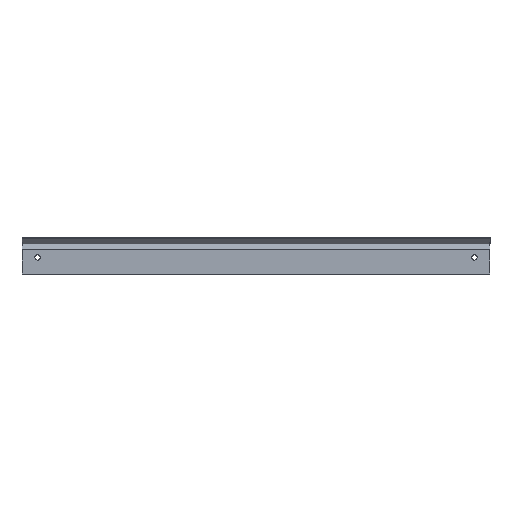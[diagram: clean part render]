
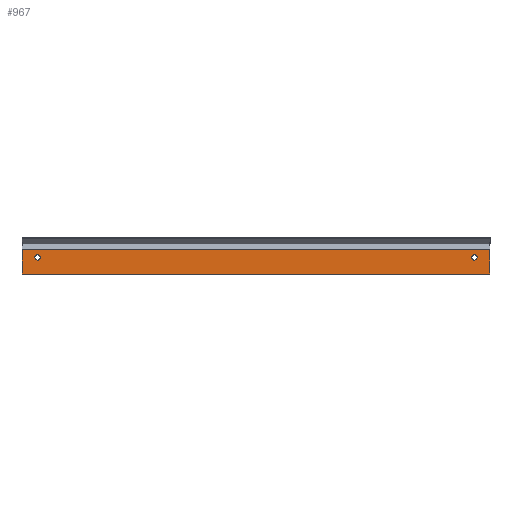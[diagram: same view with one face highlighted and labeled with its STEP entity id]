
A CAD part, left-side view. The second image highlights one B-rep face of the part: STEP entity #967.
In plain terms, the highlighted planar face has unit normal (-1, 0, 0).
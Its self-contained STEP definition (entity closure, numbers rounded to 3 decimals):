
#24=FACE_BOUND('',#99,.T.);
#25=FACE_BOUND('',#100,.T.);
#32=CIRCLE('',#1043,3.5);
#33=CIRCLE('',#1044,3.5);
#46=FACE_OUTER_BOUND('',#98,.T.);
#98=EDGE_LOOP('',(#698,#699,#700,#701,#702,#703,#704,#705));
#99=EDGE_LOOP('',(#706));
#100=EDGE_LOOP('',(#707));
#189=LINE('',#1436,#313);
#195=LINE('',#1448,#319);
#212=LINE('',#1485,#336);
#213=LINE('',#1487,#337);
#214=LINE('',#1488,#338);
#215=LINE('',#1490,#339);
#216=LINE('',#1492,#340);
#217=LINE('',#1493,#341);
#313=VECTOR('',#1161,10.);
#319=VECTOR('',#1169,10.);
#336=VECTOR('',#1196,10.);
#337=VECTOR('',#1197,10.);
#338=VECTOR('',#1198,10.);
#339=VECTOR('',#1199,10.);
#340=VECTOR('',#1200,10.);
#341=VECTOR('',#1201,10.);
#435=VERTEX_POINT('',#1433);
#436=VERTEX_POINT('',#1435);
#440=VERTEX_POINT('',#1445);
#441=VERTEX_POINT('',#1447);
#456=VERTEX_POINT('',#1484);
#457=VERTEX_POINT('',#1486);
#458=VERTEX_POINT('',#1489);
#459=VERTEX_POINT('',#1491);
#460=VERTEX_POINT('',#1494);
#461=VERTEX_POINT('',#1496);
#529=EDGE_CURVE('',#435,#436,#189,.T.);
#535=EDGE_CURVE('',#441,#440,#195,.T.);
#554=EDGE_CURVE('',#456,#440,#212,.T.);
#555=EDGE_CURVE('',#457,#456,#213,.T.);
#556=EDGE_CURVE('',#436,#457,#214,.T.);
#557=EDGE_CURVE('',#458,#435,#215,.T.);
#558=EDGE_CURVE('',#459,#458,#216,.T.);
#559=EDGE_CURVE('',#459,#441,#217,.T.);
#560=EDGE_CURVE('',#460,#460,#32,.T.);
#561=EDGE_CURVE('',#461,#461,#33,.T.);
#698=ORIENTED_EDGE('',*,*,#554,.F.);
#699=ORIENTED_EDGE('',*,*,#555,.F.);
#700=ORIENTED_EDGE('',*,*,#556,.F.);
#701=ORIENTED_EDGE('',*,*,#529,.F.);
#702=ORIENTED_EDGE('',*,*,#557,.F.);
#703=ORIENTED_EDGE('',*,*,#558,.F.);
#704=ORIENTED_EDGE('',*,*,#559,.T.);
#705=ORIENTED_EDGE('',*,*,#535,.T.);
#706=ORIENTED_EDGE('',*,*,#560,.T.);
#707=ORIENTED_EDGE('',*,*,#561,.T.);
#878=PLANE('',#1042);
#967=ADVANCED_FACE('',(#46,#24,#25),#878,.F.);
#1042=AXIS2_PLACEMENT_3D('',#1483,#1194,#1195);
#1043=AXIS2_PLACEMENT_3D('',#1495,#1202,#1203);
#1044=AXIS2_PLACEMENT_3D('',#1497,#1204,#1205);
#1161=DIRECTION('',(0.,-1.,0.));
#1169=DIRECTION('',(0.,-1.,0.));
#1194=DIRECTION('center_axis',(1.,0.,0.));
#1195=DIRECTION('ref_axis',(0.,1.,0.));
#1196=DIRECTION('',(0.,0.,-1.));
#1197=DIRECTION('',(0.,0.,-1.));
#1198=DIRECTION('',(0.,0.,-1.));
#1199=DIRECTION('',(0.,0.,1.));
#1200=DIRECTION('',(0.,0.,1.));
#1201=DIRECTION('',(0.,0.,-1.));
#1202=DIRECTION('center_axis',(1.,0.,0.));
#1203=DIRECTION('ref_axis',(0.,0.,1.));
#1204=DIRECTION('center_axis',(1.,0.,0.));
#1205=DIRECTION('ref_axis',(0.,0.,1.));
#1433=CARTESIAN_POINT('',(49.631,600.,30.828));
#1435=CARTESIAN_POINT('',(49.631,0.,30.828));
#1436=CARTESIAN_POINT('',(49.631,300.,30.828));
#1445=CARTESIAN_POINT('',(49.631,0.,0.));
#1447=CARTESIAN_POINT('',(49.631,600.,0.));
#1448=CARTESIAN_POINT('',(49.631,300.,0.));
#1483=CARTESIAN_POINT('Origin',(49.631,300.,-22.131));
#1484=CARTESIAN_POINT('',(49.631,0.,2.));
#1485=CARTESIAN_POINT('',(49.631,0.,3.935));
#1486=CARTESIAN_POINT('',(49.631,0.,30.));
#1487=CARTESIAN_POINT('',(49.631,0.,51.369));
#1488=CARTESIAN_POINT('',(49.631,0.,3.935));
#1489=CARTESIAN_POINT('',(49.631,600.,30.));
#1490=CARTESIAN_POINT('',(49.631,600.,4.642));
#1491=CARTESIAN_POINT('',(49.631,600.,2.));
#1492=CARTESIAN_POINT('',(49.631,600.,-95.631));
#1493=CARTESIAN_POINT('',(49.631,600.,4.642));
#1494=CARTESIAN_POINT('',(49.631,580.,17.869));
#1495=CARTESIAN_POINT('Origin',(49.631,580.,21.369));
#1496=CARTESIAN_POINT('',(49.631,20.,17.869));
#1497=CARTESIAN_POINT('Origin',(49.631,20.,21.369));
